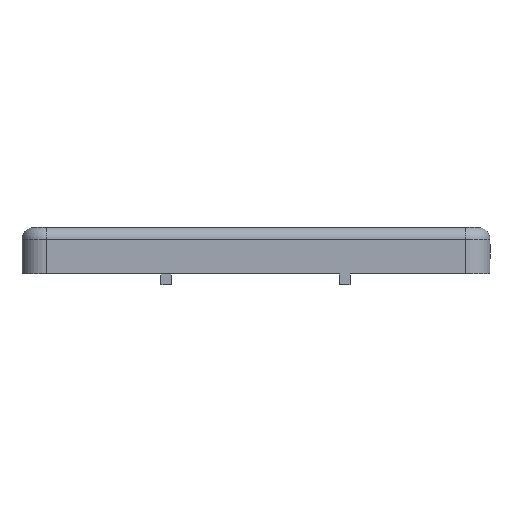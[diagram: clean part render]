
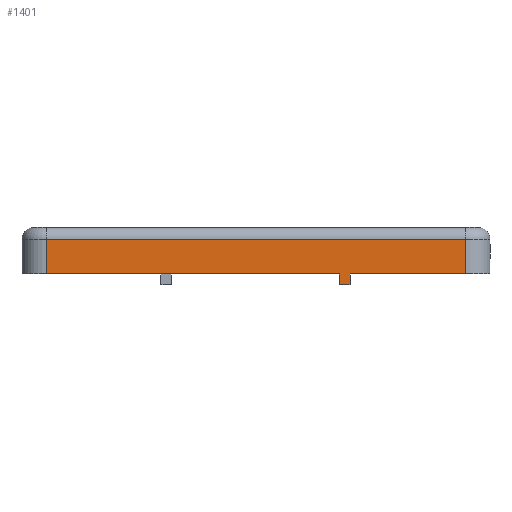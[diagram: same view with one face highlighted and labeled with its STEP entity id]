
A CAD part, left-side view. The second image highlights one B-rep face of the part: STEP entity #1401.
In plain terms, the highlighted face is planar.
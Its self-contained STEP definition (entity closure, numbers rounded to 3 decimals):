
#54=PLANE('',#1577);
#66=LINE('',#2075,#178);
#79=LINE('',#2131,#191);
#113=LINE('',#2262,#225);
#120=LINE('',#2275,#232);
#156=LINE('',#2396,#268);
#163=LINE('',#2419,#275);
#164=LINE('',#2421,#276);
#165=LINE('',#2423,#277);
#178=VECTOR('',#1630,1000.);
#191=VECTOR('',#1679,1000.);
#225=VECTOR('',#1805,1000.);
#232=VECTOR('',#1816,1000.);
#268=VECTOR('',#1962,1000.);
#275=VECTOR('',#1993,1000.);
#276=VECTOR('',#1996,1000.);
#277=VECTOR('',#1997,1000.);
#609=ORIENTED_EDGE('',*,*,#698,.T.);
#610=ORIENTED_EDGE('',*,*,#798,.F.);
#611=ORIENTED_EDGE('',*,*,#791,.F.);
#612=ORIENTED_EDGE('',*,*,#724,.T.);
#613=ORIENTED_EDGE('',*,*,#873,.T.);
#614=ORIENTED_EDGE('',*,*,#874,.F.);
#615=ORIENTED_EDGE('',*,*,#872,.F.);
#616=ORIENTED_EDGE('',*,*,#862,.T.);
#698=EDGE_CURVE('',#899,#898,#66,.T.);
#724=EDGE_CURVE('',#924,#923,#79,.T.);
#791=EDGE_CURVE('',#924,#975,#113,.T.);
#798=EDGE_CURVE('',#975,#898,#120,.T.);
#862=EDGE_CURVE('',#927,#899,#156,.T.);
#872=EDGE_CURVE('',#927,#992,#163,.T.);
#873=EDGE_CURVE('',#923,#1013,#164,.T.);
#874=EDGE_CURVE('',#992,#1013,#165,.T.);
#898=VERTEX_POINT('',#2074);
#899=VERTEX_POINT('',#2076);
#923=VERTEX_POINT('',#2130);
#924=VERTEX_POINT('',#2132);
#927=VERTEX_POINT('',#2139);
#975=VERTEX_POINT('',#2263);
#992=VERTEX_POINT('',#2317);
#1013=VERTEX_POINT('',#2422);
#1182=EDGE_LOOP('',(#609,#610,#611,#612,#613,#614,#615,#616));
#1280=FACE_BOUND('',#1182,.T.);
#1401=ADVANCED_FACE('',(#1280),#54,.T.);
#1577=AXIS2_PLACEMENT_3D('',#2420,#1994,#1995);
#1630=DIRECTION('',(-1.,0.,0.));
#1679=DIRECTION('',(0.,1.,0.));
#1805=DIRECTION('',(1.,0.,0.));
#1816=DIRECTION('',(0.,1.,0.));
#1962=DIRECTION('',(0.,-1.,0.));
#1993=DIRECTION('',(-1.,0.,0.));
#1994=DIRECTION('',(0.,0.,-1.));
#1995=DIRECTION('',(-1.,0.,0.));
#1996=DIRECTION('',(-1.,0.,0.));
#1997=DIRECTION('',(0.,-1.,0.));
#2074=CARTESIAN_POINT('',(-7.9,-4.4,-24.15));
#2075=CARTESIAN_POINT('',(19.85,-4.4,-24.15));
#2076=CARTESIAN_POINT('',(19.85,-4.4,-24.15));
#2130=CARTESIAN_POINT('',(-8.9,-4.4,-24.15));
#2131=CARTESIAN_POINT('',(-8.9,-5.4,-24.15));
#2132=CARTESIAN_POINT('',(-8.9,-5.4,-24.15));
#2139=CARTESIAN_POINT('',(19.85,-1.1,-24.15));
#2262=CARTESIAN_POINT('',(-7.9,-5.4,-24.15));
#2263=CARTESIAN_POINT('',(-7.9,-5.4,-24.15));
#2275=CARTESIAN_POINT('',(-7.9,-5.4,-24.15));
#2317=CARTESIAN_POINT('',(-19.85,-1.1,-24.15));
#2396=CARTESIAN_POINT('',(19.85,0.,-24.15));
#2419=CARTESIAN_POINT('',(19.85,-1.1,-24.15));
#2420=CARTESIAN_POINT('',(19.85,0.,-24.15));
#2421=CARTESIAN_POINT('',(19.85,-4.4,-24.15));
#2422=CARTESIAN_POINT('',(-19.85,-4.4,-24.15));
#2423=CARTESIAN_POINT('',(-19.85,0.,-24.15));
